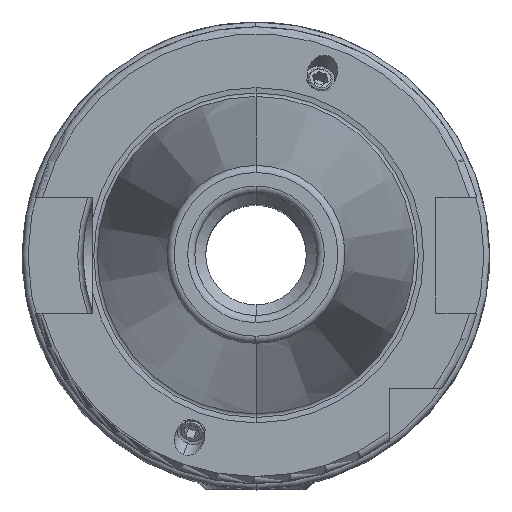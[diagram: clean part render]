
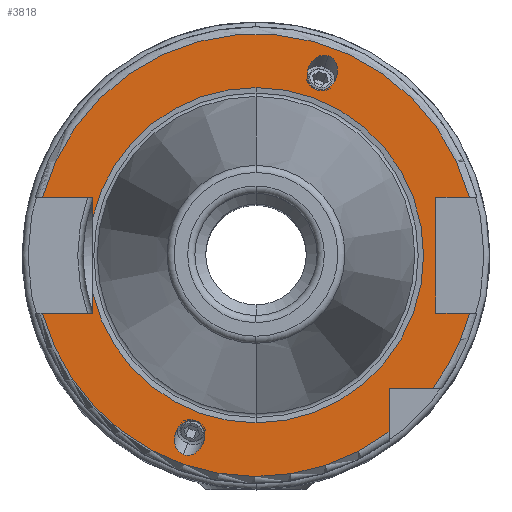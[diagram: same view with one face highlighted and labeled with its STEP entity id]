
A CAD part, top view. The second image highlights one B-rep face of the part: STEP entity #3818.
In plain terms, the highlighted planar face has unit normal (0, 0, 1).
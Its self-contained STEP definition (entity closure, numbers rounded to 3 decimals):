
#500=DIRECTION('',(1,0,0));
#501=VECTOR('',#500,7.004);
#502=CARTESIAN_POINT('',(-29.704,-8.05,18.1));
#503=LINE('',#502,#501);
#504=DIRECTION('',(0,1,0));
#505=VECTOR('',#504,2.753);
#506=CARTESIAN_POINT('',(-22.7,-8.05,18.1));
#507=LINE('',#506,#505);
#508=DIRECTION('',(0,1,0));
#509=VECTOR('',#508,2.753);
#510=CARTESIAN_POINT('',(-22.7,5.297,18.1));
#511=LINE('',#510,#509);
#512=DIRECTION('',(1,0,0));
#513=VECTOR('',#512,7.004);
#514=CARTESIAN_POINT('',(-29.704,8.05,18.1));
#515=LINE('',#514,#513);
#516=DIRECTION('',(-1,0,0));
#517=VECTOR('',#516,4.704);
#518=CARTESIAN_POINT('',(29.704,8.05,18.1));
#519=LINE('',#518,#517);
#520=DIRECTION('',(0,-1,0));
#521=VECTOR('',#520,16.1);
#522=CARTESIAN_POINT('',(25,8.05,18.1));
#523=LINE('',#522,#521);
#524=DIRECTION('',(-1,0,0));
#525=VECTOR('',#524,4.704);
#526=CARTESIAN_POINT('',(29.704,-8.05,18.1));
#527=LINE('',#526,#525);
#528=CARTESIAN_POINT('',(0,0,18.1));
#529=DIRECTION('',(0,0,1));
#530=DIRECTION('',(0.799,-0.601,0));
#531=AXIS2_PLACEMENT_3D('',#528,#529,#530);
#533=DIRECTION('',(-1,0,0));
#534=VECTOR('',#533,6.094);
#535=CARTESIAN_POINT('',(24.594,-18.5,18.1));
#536=LINE('',#535,#534);
#537=DIRECTION('',(0,1,0));
#538=VECTOR('',#537,6.094);
#539=CARTESIAN_POINT('',(18.5,-24.594,18.1));
#540=LINE('',#539,#538);
#541=CARTESIAN_POINT('',(10.09,27.723,18.1));
#542=CARTESIAN_POINT('',(9.863,27.806,18.1));
#543=CARTESIAN_POINT('',(9.337,27.884,18.1));
#544=CARTESIAN_POINT('',(8.455,27.594,18.1));
#545=CARTESIAN_POINT('',(7.834,27.033,18.1));
#546=CARTESIAN_POINT('',(7.483,26.49,18.1));
#547=CARTESIAN_POINT('',(7.298,26.077,18.1));
#548=CARTESIAN_POINT('',(7.174,25.641,18.1));
#549=CARTESIAN_POINT('',(7.094,25.,18.1));
#550=CARTESIAN_POINT('',(7.208,24.17,18.1));
#551=CARTESIAN_POINT('',(7.698,23.381,18.1));
#552=CARTESIAN_POINT('',(8.152,23.103,18.1));
#553=CARTESIAN_POINT('',(8.379,23.02,18.1));
#555=CARTESIAN_POINT('',(8.379,23.02,18.1));
#556=CARTESIAN_POINT('',(8.606,22.937,18.1));
#557=CARTESIAN_POINT('',(9.133,22.859,18.1));
#558=CARTESIAN_POINT('',(10.014,23.149,18.1));
#559=CARTESIAN_POINT('',(10.635,23.711,18.1));
#560=CARTESIAN_POINT('',(10.986,24.253,18.1));
#561=CARTESIAN_POINT('',(11.171,24.667,18.1));
#562=CARTESIAN_POINT('',(11.295,25.103,18.1));
#563=CARTESIAN_POINT('',(11.375,25.744,18.1));
#564=CARTESIAN_POINT('',(11.261,26.573,18.1));
#565=CARTESIAN_POINT('',(10.771,27.362,18.1));
#566=CARTESIAN_POINT('',(10.318,27.641,18.1));
#567=CARTESIAN_POINT('',(10.09,27.723,18.1));
#569=CARTESIAN_POINT('',(-10.09,-27.723,18.1));
#570=CARTESIAN_POINT('',(-10.318,-27.641,18.1));
#571=CARTESIAN_POINT('',(-10.771,-27.362,18.1));
#572=CARTESIAN_POINT('',(-11.261,-26.573,18.1));
#573=CARTESIAN_POINT('',(-11.375,-25.744,18.1));
#574=CARTESIAN_POINT('',(-11.295,-25.103,18.1));
#575=CARTESIAN_POINT('',(-11.171,-24.667,18.1));
#576=CARTESIAN_POINT('',(-10.986,-24.253,18.1));
#577=CARTESIAN_POINT('',(-10.635,-23.711,18.1));
#578=CARTESIAN_POINT('',(-10.014,-23.149,18.1));
#579=CARTESIAN_POINT('',(-9.133,-22.859,18.1));
#580=CARTESIAN_POINT('',(-8.606,-22.937,18.1));
#581=CARTESIAN_POINT('',(-8.379,-23.02,18.1));
#583=CARTESIAN_POINT('',(-8.379,-23.02,18.1));
#584=CARTESIAN_POINT('',(-8.152,-23.103,18.1));
#585=CARTESIAN_POINT('',(-7.698,-23.381,18.1));
#586=CARTESIAN_POINT('',(-7.208,-24.17,18.1));
#587=CARTESIAN_POINT('',(-7.094,-25.,18.1));
#588=CARTESIAN_POINT('',(-7.174,-25.641,18.1));
#589=CARTESIAN_POINT('',(-7.298,-26.077,18.1));
#590=CARTESIAN_POINT('',(-7.483,-26.49,18.1));
#591=CARTESIAN_POINT('',(-7.834,-27.033,18.1));
#592=CARTESIAN_POINT('',(-8.455,-27.594,18.1));
#593=CARTESIAN_POINT('',(-9.337,-27.884,18.1));
#594=CARTESIAN_POINT('',(-9.863,-27.806,18.1));
#595=CARTESIAN_POINT('',(-10.09,-27.723,18.1));
#605=CARTESIAN_POINT('',(0,0,18.1));
#606=DIRECTION('',(0,0,1));
#607=DIRECTION('',(0,1,0));
#608=AXIS2_PLACEMENT_3D('',#605,#606,#607);
#618=CARTESIAN_POINT('',(0,0,18.1));
#619=DIRECTION('',(0,0,1));
#620=DIRECTION('',(-0.974,-0.227,0));
#621=AXIS2_PLACEMENT_3D('',#618,#619,#620);
#623=CARTESIAN_POINT('',(0,0,18.1));
#624=DIRECTION('',(0,0,-1));
#625=DIRECTION('',(0,1,0));
#626=AXIS2_PLACEMENT_3D('',#623,#624,#625);
#1893=CARTESIAN_POINT('',(0,0,18.1));
#1894=DIRECTION('',(0,0,1));
#1895=DIRECTION('',(0.965,0.262,0));
#1896=AXIS2_PLACEMENT_3D('',#1893,#1894,#1895);
#1944=CARTESIAN_POINT('',(0,0,18.1));
#1945=DIRECTION('',(0,0,1));
#1946=DIRECTION('',(-0.965,-0.262,0));
#1947=AXIS2_PLACEMENT_3D('',#1944,#1945,#1946);
#2902=CARTESIAN_POINT('',(-29.704,-8.05,18.1));
#2903=CARTESIAN_POINT('',(-22.7,-8.05,18.1));
#2904=VERTEX_POINT('',#2902);
#2905=VERTEX_POINT('',#2903);
#2906=CARTESIAN_POINT('',(-22.7,-5.297,18.1));
#2907=VERTEX_POINT('',#2906);
#2908=CARTESIAN_POINT('',(-22.7,5.297,18.1));
#2909=CARTESIAN_POINT('',(-22.7,8.05,18.1));
#2910=VERTEX_POINT('',#2908);
#2911=VERTEX_POINT('',#2909);
#2912=CARTESIAN_POINT('',(-29.704,8.05,18.1));
#2913=VERTEX_POINT('',#2912);
#2914=CARTESIAN_POINT('',(25,8.05,18.1));
#2915=CARTESIAN_POINT('',(25,-8.05,18.1));
#2916=VERTEX_POINT('',#2914);
#2917=VERTEX_POINT('',#2915);
#2918=CARTESIAN_POINT('',(29.704,-8.05,18.1));
#2919=VERTEX_POINT('',#2918);
#2920=CARTESIAN_POINT('',(29.704,8.05,18.1));
#2921=VERTEX_POINT('',#2920);
#2922=CARTESIAN_POINT('',(18.5,-24.594,18.1));
#2923=CARTESIAN_POINT('',(18.5,-18.5,18.1));
#2924=VERTEX_POINT('',#2922);
#2925=VERTEX_POINT('',#2923);
#2926=CARTESIAN_POINT('',(24.594,-18.5,18.1));
#2927=VERTEX_POINT('',#2926);
#2974=VERTEX_POINT('',#541);
#2975=VERTEX_POINT('',#553);
#3019=CARTESIAN_POINT('',(-10.09,-27.723,18.1));
#3021=VERTEX_POINT('',#3019);
#3022=CARTESIAN_POINT('',(-8.379,-23.02,18.1));
#3023=VERTEX_POINT('',#3022);
#3064=CARTESIAN_POINT('',(0,23.31,18.1));
#3065=VERTEX_POINT('',#3064);
#3066=CARTESIAN_POINT('',(0,-23.31,18.1));
#3067=VERTEX_POINT('',#3066);
#3776=CARTESIAN_POINT('',(0,0,18.1));
#3777=DIRECTION('',(0,0,-1));
#3778=DIRECTION('',(0,-1,0));
#3779=AXIS2_PLACEMENT_3D('',#3776,#3777,#3778);
#3780=PLANE('',#3779);
#3781=ORIENTED_EDGE('',*,*,#3745,.T.);
#3782=ORIENTED_EDGE('',*,*,#3471,.T.);
#3784=ORIENTED_EDGE('',*,*,#3783,.T.);
#3786=ORIENTED_EDGE('',*,*,#3785,.F.);
#3788=ORIENTED_EDGE('',*,*,#3787,.T.);
#3789=ORIENTED_EDGE('',*,*,#3467,.T.);
#3790=ORIENTED_EDGE('',*,*,#3529,.F.);
#3792=ORIENTED_EDGE('',*,*,#3791,.F.);
#3794=ORIENTED_EDGE('',*,*,#3793,.T.);
#3796=ORIENTED_EDGE('',*,*,#3795,.T.);
#3797=ORIENTED_EDGE('',*,*,#3373,.F.);
#3799=ORIENTED_EDGE('',*,*,#3798,.F.);
#3800=ORIENTED_EDGE('',*,*,#3582,.T.);
#3801=ORIENTED_EDGE('',*,*,#3649,.F.);
#3803=ORIENTED_EDGE('',*,*,#3802,.F.);
#3804=EDGE_LOOP('',(#3781,#3782,#3784,#3786,#3788,#3789,#3790,#3792,#3794,#3796,
#3797,#3799,#3800,#3801,#3803));
#3805=FACE_OUTER_BOUND('',#3804,.F.);
#3807=ORIENTED_EDGE('',*,*,#3806,.T.);
#3809=ORIENTED_EDGE('',*,*,#3808,.T.);
#3810=EDGE_LOOP('',(#3807,#3809));
#3811=FACE_BOUND('',#3810,.F.);
#3813=ORIENTED_EDGE('',*,*,#3812,.F.);
#3815=ORIENTED_EDGE('',*,*,#3814,.F.);
#3816=EDGE_LOOP('',(#3813,#3815));
#3817=FACE_BOUND('',#3816,.F.);
#3818=ADVANCED_FACE('',(#3805,#3811,#3817),#3780,.F.);
#532=CIRCLE('',#531,30.775);
#554=B_SPLINE_CURVE_WITH_KNOTS('',3,(#541,#542,#543,#544,#545,#546,#547,#548,
#549,#550,#551,#552,#553),.UNSPECIFIED.,.F.,.F.,(4,1,1,1,1,1,1,1,1,1,4),(0,
0.125,0.25,0.375,0.438,0.5,0.563,0.625,0.75,0.875,1),
.UNSPECIFIED.);
#568=B_SPLINE_CURVE_WITH_KNOTS('',3,(#555,#556,#557,#558,#559,#560,#561,#562,
#563,#564,#565,#566,#567),.UNSPECIFIED.,.F.,.F.,(4,1,1,1,1,1,1,1,1,1,4),(0,
0.125,0.25,0.375,0.438,0.5,0.563,0.625,0.75,0.875,1),
.UNSPECIFIED.);
#582=B_SPLINE_CURVE_WITH_KNOTS('',3,(#569,#570,#571,#572,#573,#574,#575,#576,
#577,#578,#579,#580,#581),.UNSPECIFIED.,.F.,.F.,(4,1,1,1,1,1,1,1,1,1,4),(0,
0.125,0.25,0.375,0.438,0.5,0.563,0.625,0.75,0.875,1),
.UNSPECIFIED.);
#596=B_SPLINE_CURVE_WITH_KNOTS('',3,(#583,#584,#585,#586,#587,#588,#589,#590,
#591,#592,#593,#594,#595),.UNSPECIFIED.,.F.,.F.,(4,1,1,1,1,1,1,1,1,1,4),(0,
0.125,0.25,0.375,0.438,0.5,0.563,0.625,0.75,0.875,1),
.UNSPECIFIED.);
#609=CIRCLE('',#608,23.31);
#622=CIRCLE('',#621,23.31);
#627=CIRCLE('',#626,23.31);
#1897=CIRCLE('',#1896,30.775);
#1948=CIRCLE('',#1947,30.775);
#3373=EDGE_CURVE('',#2919,#2917,#527,.T.);
#3467=EDGE_CURVE('',#2910,#2911,#511,.T.);
#3471=EDGE_CURVE('',#2905,#2907,#507,.T.);
#3529=EDGE_CURVE('',#2913,#2911,#515,.T.);
#3582=EDGE_CURVE('',#2927,#2925,#536,.T.);
#3649=EDGE_CURVE('',#2924,#2925,#540,.T.);
#3745=EDGE_CURVE('',#2904,#2905,#503,.T.);
#3783=EDGE_CURVE('',#2907,#3067,#622,.T.);
#3785=EDGE_CURVE('',#3065,#3067,#627,.T.);
#3787=EDGE_CURVE('',#3065,#2910,#609,.T.);
#3791=EDGE_CURVE('',#2921,#2913,#1897,.T.);
#3793=EDGE_CURVE('',#2921,#2916,#519,.T.);
#3795=EDGE_CURVE('',#2916,#2917,#523,.T.);
#3798=EDGE_CURVE('',#2927,#2919,#532,.T.);
#3802=EDGE_CURVE('',#2904,#2924,#1948,.T.);
#3806=EDGE_CURVE('',#2974,#2975,#554,.T.);
#3808=EDGE_CURVE('',#2975,#2974,#568,.T.);
#3812=EDGE_CURVE('',#3021,#3023,#582,.T.);
#3814=EDGE_CURVE('',#3023,#3021,#596,.T.);
